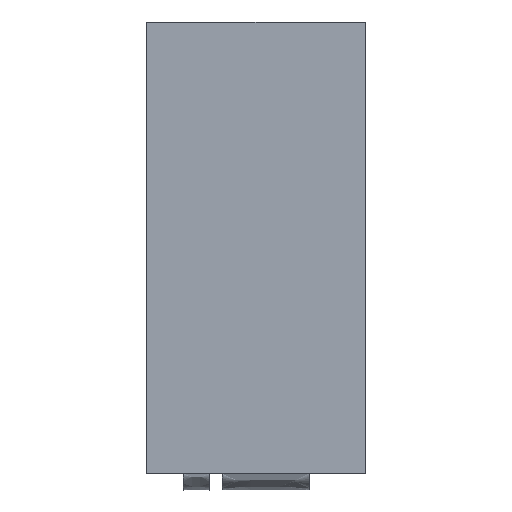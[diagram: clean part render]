
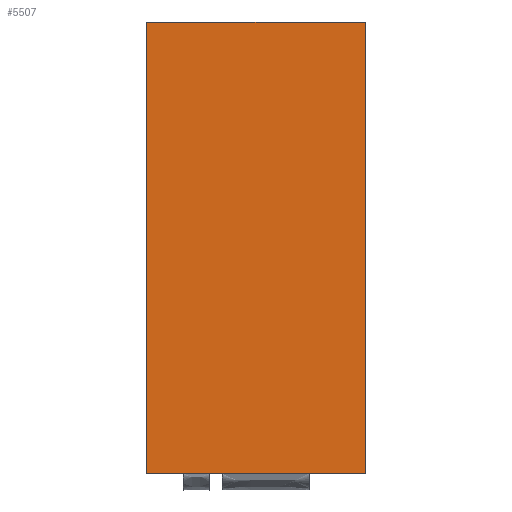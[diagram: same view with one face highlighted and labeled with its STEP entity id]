
A CAD part, top view. The second image highlights one B-rep face of the part: STEP entity #5507.
In plain terms, the highlighted planar face has unit normal (0, 0, 1).
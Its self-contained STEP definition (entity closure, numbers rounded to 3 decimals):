
#329=FACE_OUTER_BOUND('',#635,.T.);
#635=EDGE_LOOP('',(#3639,#3640,#3641,#3642));
#967=LINE('',#7903,#1611);
#971=LINE('',#7911,#1615);
#974=LINE('',#7917,#1618);
#977=LINE('',#7922,#1621);
#1611=VECTOR('',#6313,10.);
#1615=VECTOR('',#6319,10.);
#1618=VECTOR('',#6324,10.);
#1621=VECTOR('',#6329,10.);
#2255=VERTEX_POINT('',#7901);
#2256=VERTEX_POINT('',#7902);
#2259=VERTEX_POINT('',#7910);
#2261=VERTEX_POINT('',#7916);
#2801=EDGE_CURVE('',#2255,#2256,#967,.T.);
#2805=EDGE_CURVE('',#2259,#2255,#971,.T.);
#2808=EDGE_CURVE('',#2261,#2259,#974,.T.);
#2811=EDGE_CURVE('',#2256,#2261,#977,.T.);
#3639=ORIENTED_EDGE('',*,*,#2811,.F.);
#3640=ORIENTED_EDGE('',*,*,#2801,.F.);
#3641=ORIENTED_EDGE('',*,*,#2805,.F.);
#3642=ORIENTED_EDGE('',*,*,#2808,.F.);
#5271=PLANE('',#5841);
#5507=ADVANCED_FACE('',(#329),#5271,.T.);
#5841=AXIS2_PLACEMENT_3D('',#7924,#6331,#6332);
#6313=DIRECTION('',(-1.,0.,0.));
#6319=DIRECTION('',(0.,-1.,0.));
#6324=DIRECTION('',(1.,0.,0.));
#6329=DIRECTION('',(0.,1.,0.));
#6331=DIRECTION('center_axis',(0.,0.,1.));
#6332=DIRECTION('ref_axis',(1.,0.,0.));
#7901=CARTESIAN_POINT('',(48.5,-27.9,0.));
#7902=CARTESIAN_POINT('',(35.,-27.9,0.));
#7903=CARTESIAN_POINT('',(48.5,-27.9,0.));
#7910=CARTESIAN_POINT('',(48.5,0.,0.));
#7911=CARTESIAN_POINT('',(48.5,0.,0.));
#7916=CARTESIAN_POINT('',(35.,0.,0.));
#7917=CARTESIAN_POINT('',(35.,0.,0.));
#7922=CARTESIAN_POINT('',(35.,-27.9,0.));
#7924=CARTESIAN_POINT('Origin',(41.75,-13.95,0.));
